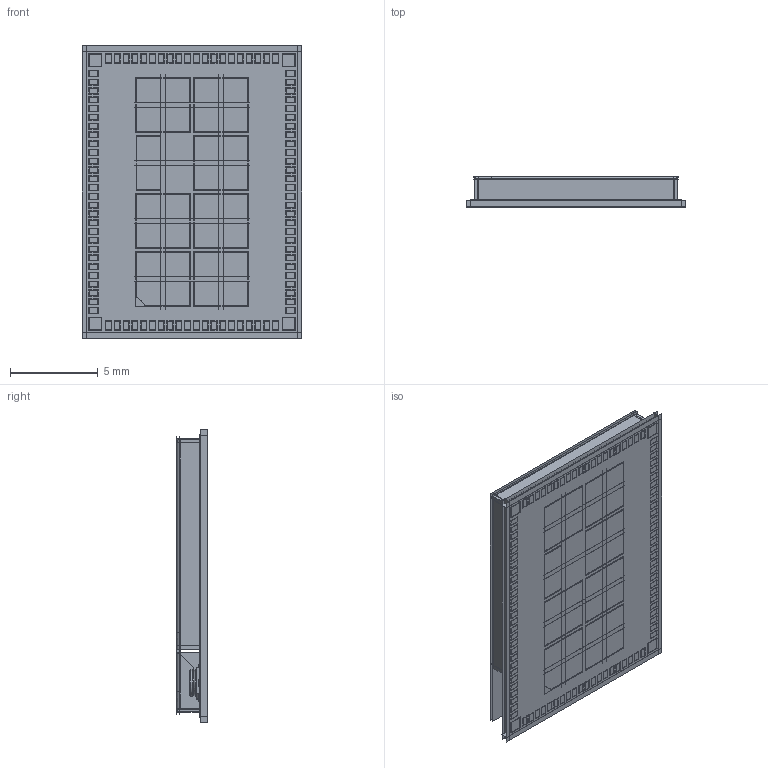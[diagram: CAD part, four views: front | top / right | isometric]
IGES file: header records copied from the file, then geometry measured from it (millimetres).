
Start section:  PTC IGES file: 2276nf-cod-002-igs-190430.igs
Global section: file name: 2276nf-cod-002-igs-190430.igs; native system: Creo Parametric by PTC Inc.; preprocessor: 2018400; author: Steve.Chang; organization: Unknown; date: 20190430.133514; units: millimetre
Bounding box: 12.48 x 1.76 x 16.64 mm (x, y, z)
Surface area: 3835.2 mm2 (no closed solid volume)
Topology: 0 solids, 0 shells, 1754 faces, 23033 edges, 29640 vertices
Faces by surface type: bspline 1606, revolution 148
